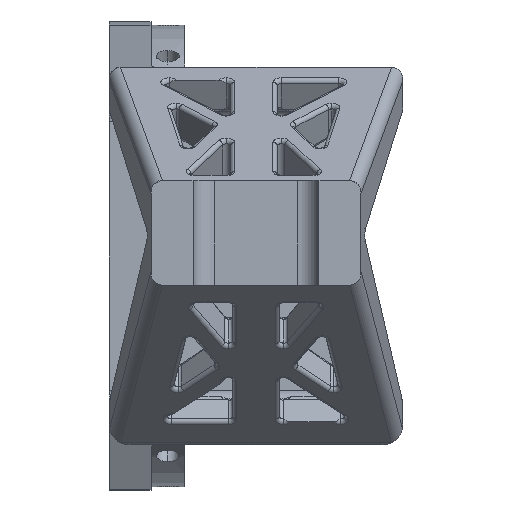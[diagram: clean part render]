
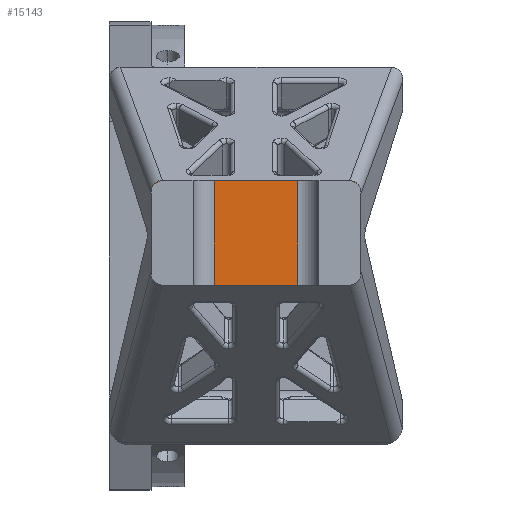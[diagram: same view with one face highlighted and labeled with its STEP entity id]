
A CAD part, left-side view. The second image highlights one B-rep face of the part: STEP entity #15143.
In plain terms, the highlighted planar face has unit normal (-1, 0, 0).
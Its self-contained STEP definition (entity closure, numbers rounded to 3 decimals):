
#793 = DIRECTION ( 'NONE',  ( 1., 0., 0. ) ) ;
#1184 = CARTESIAN_POINT ( 'NONE',  ( -269., -39., 18. ) ) ;
#1387 = CARTESIAN_POINT ( 'NONE',  ( -269., 5.27, 18.01 ) ) ;
#1701 = LINE ( 'NONE', #14667, #25027 ) ;
#2496 = CIRCLE ( 'NONE', #19451, 3. ) ;
#3147 = CARTESIAN_POINT ( 'NONE',  ( -269., -41.902, 15.76 ) ) ;
#3470 = DIRECTION ( 'NONE',  ( 0., -1., 0. ) ) ;
#3766 = VERTEX_POINT ( 'NONE', #13374 ) ;
#4010 = CARTESIAN_POINT ( 'NONE',  ( -269., 7.902, 15.76 ) ) ;
#4720 = ORIENTED_EDGE ( 'NONE', *, *, #13578, .T. ) ;
#5007 = EDGE_CURVE ( 'NONE', #14533, #24590, #22904, .T. ) ;
#5081 = LINE ( 'NONE', #20893, #22780 ) ;
#5264 = CARTESIAN_POINT ( 'NONE',  ( -269., 8., 18.01 ) ) ;
#6072 = ORIENTED_EDGE ( 'NONE', *, *, #8439, .F. ) ;
#6970 =( BOUNDED_CURVE ( )  B_SPLINE_CURVE ( 3, ( #18438, #27444, #7196, #16216 ),
 .UNSPECIFIED., .F., .F. ) 
 B_SPLINE_CURVE_WITH_KNOTS ( ( 4, 4 ),
 ( 2.238, 3.444 ),
 .UNSPECIFIED. ) 
 CURVE ( )  GEOMETRIC_REPRESENTATION_ITEM ( )  RATIONAL_B_SPLINE_CURVE ( ( 1., 0.882, 0.882, 1. ) ) 
 REPRESENTATION_ITEM ( '' )  );
#6995 = ORIENTED_EDGE ( 'NONE', *, *, #25488, .T. ) ;
#7196 = CARTESIAN_POINT ( 'NONE',  ( -269., -40.578, 18.01 ) ) ;
#7487 = ORIENTED_EDGE ( 'NONE', *, *, #23680, .T. ) ;
#7800 = VERTEX_POINT ( 'NONE', #22687 ) ;
#8087 = CARTESIAN_POINT ( 'NONE',  ( -269., -27., 0. ) ) ;
#8439 = EDGE_CURVE ( 'NONE', #14533, #3766, #5081, .T. ) ;
#8726 = CARTESIAN_POINT ( 'NONE',  ( -269., 5.27, 18.01 ) ) ;
#8925 = ORIENTED_EDGE ( 'NONE', *, *, #5007, .T. ) ;
#8930 = VECTOR ( 'NONE', #25972, 1000. ) ;
#9011 = DIRECTION ( 'NONE',  ( 0., 0., 1. ) ) ;
#9066 = CARTESIAN_POINT ( 'NONE',  ( -269., -7., -7. ) ) ;
#9242 = AXIS2_PLACEMENT_3D ( 'NONE', #10923, #19945, #9011 ) ;
#9253 = VERTEX_POINT ( 'NONE', #18471 ) ;
#9691 = EDGE_CURVE ( 'NONE', #24590, #15305, #6970, .T. ) ;
#9791 = DIRECTION ( 'NONE',  ( 0., 0., 1. ) ) ;
#9983 = VECTOR ( 'NONE', #25803, 1000. ) ;
#10280 = ORIENTED_EDGE ( 'NONE', *, *, #9691, .T. ) ;
#10428 = ORIENTED_EDGE ( 'NONE', *, *, #14770, .T. ) ;
#10781 = CARTESIAN_POINT ( 'NONE',  ( -269., 6.578, 18.01 ) ) ;
#10923 = CARTESIAN_POINT ( 'NONE',  ( -269., -39., 15. ) ) ;
#12001 = CARTESIAN_POINT ( 'NONE',  ( -269., 5., 15. ) ) ;
#13374 = CARTESIAN_POINT ( 'NONE',  ( -269., -27., 18. ) ) ;
#13578 = EDGE_CURVE ( 'NONE', #15305, #13993, #25668, .T. ) ;
#13993 = VERTEX_POINT ( 'NONE', #1387 ) ;
#14014 = EDGE_CURVE ( 'NONE', #18897, #27250, #1701, .T. ) ;
#14464 = CARTESIAN_POINT ( 'NONE',  ( -269., 0., 0. ) ) ;
#14533 = VERTEX_POINT ( 'NONE', #1184 ) ;
#14667 = CARTESIAN_POINT ( 'NONE',  ( -269., 0., 18. ) ) ;
#14735 = LINE ( 'NONE', #8087, #8930 ) ;
#14770 = EDGE_CURVE ( 'NONE', #22993, #7800, #18018, .T. ) ;
#14972 = EDGE_LOOP ( 'NONE', ( #10428, #17622, #6072, #8925, #10280, #4720, #20662, #6995, #27405, #7487 ) ) ;
#15143 = ADVANCED_FACE ( 'NONE', ( #16687 ), #25706, .F. ) ;
#15305 = VERTEX_POINT ( 'NONE', #22453 ) ;
#15343 =( BOUNDED_CURVE ( )  B_SPLINE_CURVE ( 3, ( #8726, #10781, #17435, #4010 ),
 .UNSPECIFIED., .F., .F. ) 
 B_SPLINE_CURVE_WITH_KNOTS ( ( 4, 4 ),
 ( 2.839, 4.045 ),
 .UNSPECIFIED. ) 
 CURVE ( )  GEOMETRIC_REPRESENTATION_ITEM ( )  RATIONAL_B_SPLINE_CURVE ( ( 1., 0.882, 0.882, 1. ) ) 
 REPRESENTATION_ITEM ( '' )  );
#16216 = CARTESIAN_POINT ( 'NONE',  ( -269., -39.27, 18.01 ) ) ;
#16452 = DIRECTION ( 'NONE',  ( 0., 1., 0. ) ) ;
#16687 = FACE_OUTER_BOUND ( 'NONE', #14972, .T. ) ;
#17435 = CARTESIAN_POINT ( 'NONE',  ( -269., 7.572, 17.16 ) ) ;
#17568 = VECTOR ( 'NONE', #27315, 1000. ) ;
#17622 = ORIENTED_EDGE ( 'NONE', *, *, #21824, .T. ) ;
#17726 = LINE ( 'NONE', #17870, #17568 ) ;
#17870 = CARTESIAN_POINT ( 'NONE',  ( -269., -7., -7. ) ) ;
#17873 = DIRECTION ( 'NONE',  ( 0., -1., 0. ) ) ;
#18018 = LINE ( 'NONE', #22458, #23646 ) ;
#18438 = CARTESIAN_POINT ( 'NONE',  ( -269., -41.902, 15.76 ) ) ;
#18471 = CARTESIAN_POINT ( 'NONE',  ( -269., 7.902, 15.76 ) ) ;
#18897 = VERTEX_POINT ( 'NONE', #23367 ) ;
#19451 = AXIS2_PLACEMENT_3D ( 'NONE', #12001, #793, #9791 ) ;
#19945 = DIRECTION ( 'NONE',  ( 1., 0., 0. ) ) ;
#20662 = ORIENTED_EDGE ( 'NONE', *, *, #27222, .T. ) ;
#20893 = CARTESIAN_POINT ( 'NONE',  ( -269., 0., 18. ) ) ;
#21824 = EDGE_CURVE ( 'NONE', #7800, #3766, #14735, .T. ) ;
#21995 = DIRECTION ( 'NONE',  ( 0., 0., -1. ) ) ;
#22453 = CARTESIAN_POINT ( 'NONE',  ( -269., -39.27, 18.01 ) ) ;
#22458 = CARTESIAN_POINT ( 'NONE',  ( -269., -42., -7. ) ) ;
#22687 = CARTESIAN_POINT ( 'NONE',  ( -269., -27., -7. ) ) ;
#22780 = VECTOR ( 'NONE', #16452, 1000. ) ;
#22904 = CIRCLE ( 'NONE', #9242, 3. ) ;
#22993 = VERTEX_POINT ( 'NONE', #9066 ) ;
#23367 = CARTESIAN_POINT ( 'NONE',  ( -269., 5., 18. ) ) ;
#23646 = VECTOR ( 'NONE', #17873, 1000. ) ;
#23680 = EDGE_CURVE ( 'NONE', #27250, #22993, #17726, .T. ) ;
#24590 = VERTEX_POINT ( 'NONE', #3147 ) ;
#25027 = VECTOR ( 'NONE', #3470, 1000. ) ;
#25100 = AXIS2_PLACEMENT_3D ( 'NONE', #14464, #28496, #21995 ) ;
#25488 = EDGE_CURVE ( 'NONE', #9253, #18897, #2496, .T. ) ;
#25668 = LINE ( 'NONE', #5264, #9983 ) ;
#25706 = PLANE ( 'NONE',  #25100 ) ;
#25803 = DIRECTION ( 'NONE',  ( 0., 1., 0. ) ) ;
#25972 = DIRECTION ( 'NONE',  ( 0., 0., 1. ) ) ;
#27222 = EDGE_CURVE ( 'NONE', #13993, #9253, #15343, .T. ) ;
#27250 = VERTEX_POINT ( 'NONE', #27748 ) ;
#27315 = DIRECTION ( 'NONE',  ( 0., 0., -1. ) ) ;
#27405 = ORIENTED_EDGE ( 'NONE', *, *, #14014, .T. ) ;
#27444 = CARTESIAN_POINT ( 'NONE',  ( -269., -41.572, 17.16 ) ) ;
#27748 = CARTESIAN_POINT ( 'NONE',  ( -269., -7., 18. ) ) ;
#28496 = DIRECTION ( 'NONE',  ( 1., 0., 0. ) ) ;
